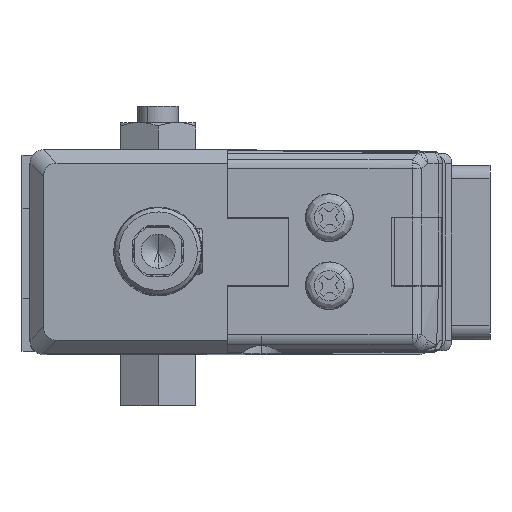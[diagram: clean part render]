
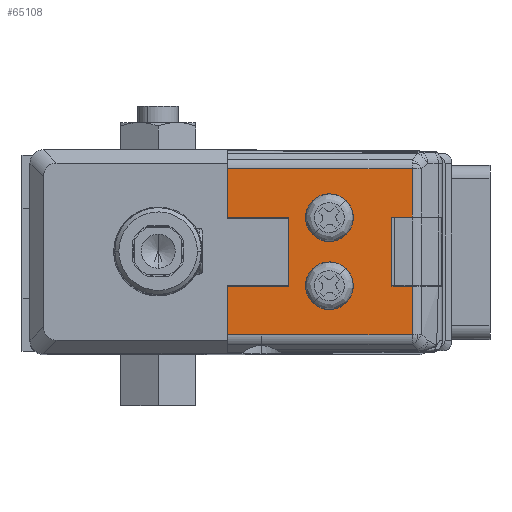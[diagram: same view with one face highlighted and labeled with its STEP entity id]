
A CAD part, top view. The second image highlights one B-rep face of the part: STEP entity #65108.
In plain terms, the highlighted planar face has unit normal (0, 0, 1).
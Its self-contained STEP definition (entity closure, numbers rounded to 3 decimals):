
#145 = LINE ( 'NONE', #34222, #51495 ) ;
#804 = ORIENTED_EDGE ( 'NONE', *, *, #23426, .T. ) ;
#1016 = EDGE_CURVE ( 'NONE', #36798, #47687, #46444, .T. ) ;
#1354 = CARTESIAN_POINT ( 'NONE',  ( 0., -2.5, 22. ) ) ;
#2010 = EDGE_CURVE ( 'NONE', #11823, #53794, #41474, .T. ) ;
#2187 = CARTESIAN_POINT ( 'NONE',  ( 0., 2.5, 22. ) ) ;
#2562 = DIRECTION ( 'NONE',  ( 0., 0., -1. ) ) ;
#2954 = VECTOR ( 'NONE', #8084, 1000. ) ;
#3141 = VERTEX_POINT ( 'NONE', #49447 ) ;
#3359 = DIRECTION ( 'NONE',  ( 0., 0., -1. ) ) ;
#4540 = ORIENTED_EDGE ( 'NONE', *, *, #2010, .T. ) ;
#5620 = DIRECTION ( 'NONE',  ( 0., -1., 0. ) ) ;
#5760 = VECTOR ( 'NONE', #56913, 1000. ) ;
#6127 = CARTESIAN_POINT ( 'NONE',  ( -7.5, -6.086, 22. ) ) ;
#6438 = CARTESIAN_POINT ( 'NONE',  ( -7.5, -7.5, 22. ) ) ;
#6840 = VECTOR ( 'NONE', #21636, 1000. ) ;
#7409 = EDGE_CURVE ( 'NONE', #39895, #40855, #51248, .T. ) ;
#7926 = VECTOR ( 'NONE', #5620, 1000. ) ;
#8084 = DIRECTION ( 'NONE',  ( 0., 1., 0. ) ) ;
#8625 = LINE ( 'NONE', #46431, #45599 ) ;
#8760 = EDGE_CURVE ( 'NONE', #3141, #21080, #21285, .T. ) ;
#8952 = EDGE_CURVE ( 'NONE', #21080, #13747, #48625, .T. ) ;
#9009 = CIRCLE ( 'NONE', #38126, 1.75 ) ;
#10158 = FACE_BOUND ( 'NONE', #32570, .T. ) ;
#10324 = ORIENTED_EDGE ( 'NONE', *, *, #39056, .T. ) ;
#11390 = EDGE_CURVE ( 'NONE', #28322, #60770, #9009, .T. ) ;
#11823 = VERTEX_POINT ( 'NONE', #53215 ) ;
#12499 = FACE_BOUND ( 'NONE', #17828, .T. ) ;
#12771 = CARTESIAN_POINT ( 'NONE',  ( 1.75, 2.5, 22. ) ) ;
#13747 = VERTEX_POINT ( 'NONE', #30460 ) ;
#13955 = ORIENTED_EDGE ( 'NONE', *, *, #61667, .T. ) ;
#14264 = AXIS2_PLACEMENT_3D ( 'NONE', #1354, #27096, #57820 ) ;
#14464 = CARTESIAN_POINT ( 'NONE',  ( -1.75, 2.5, 22. ) ) ;
#15011 = VECTOR ( 'NONE', #37894, 1000. ) ;
#17076 = CARTESIAN_POINT ( 'NONE',  ( 0., -2.5, 22. ) ) ;
#17212 = CARTESIAN_POINT ( 'NONE',  ( -7.5, 2.525, 22. ) ) ;
#17828 = EDGE_LOOP ( 'NONE', ( #804, #4540 ) ) ;
#18044 = CARTESIAN_POINT ( 'NONE',  ( -7.5, 6.086, 22. ) ) ;
#18184 = FACE_OUTER_BOUND ( 'NONE', #53669, .T. ) ;
#18274 = VECTOR ( 'NONE', #65246, 1000. ) ;
#18950 = ORIENTED_EDGE ( 'NONE', *, *, #28706, .T. ) ;
#19224 = CARTESIAN_POINT ( 'NONE',  ( 6.086, 6.086, 22. ) ) ;
#19706 = ORIENTED_EDGE ( 'NONE', *, *, #11390, .T. ) ;
#21080 = VERTEX_POINT ( 'NONE', #19224 ) ;
#21285 = LINE ( 'NONE', #53583, #2954 ) ;
#21579 = CARTESIAN_POINT ( 'NONE',  ( 4.6, -7.5, 22. ) ) ;
#21636 = DIRECTION ( 'NONE',  ( 0., -1., 0. ) ) ;
#22260 = PLANE ( 'NONE',  #50629 ) ;
#22716 = CARTESIAN_POINT ( 'NONE',  ( -7.5, -7.5, 22. ) ) ;
#22777 = DIRECTION ( 'NONE',  ( 0., 0., -1. ) ) ;
#23168 = VERTEX_POINT ( 'NONE', #63793 ) ;
#23176 = DIRECTION ( 'NONE',  ( 1., 0., 0. ) ) ;
#23426 = EDGE_CURVE ( 'NONE', #53794, #11823, #23605, .T. ) ;
#23605 = CIRCLE ( 'NONE', #14264, 1.75 ) ;
#23884 = DIRECTION ( 'NONE',  ( -1., 0., 0. ) ) ;
#24031 = VERTEX_POINT ( 'NONE', #36877 ) ;
#24619 = DIRECTION ( 'NONE',  ( 1., 0., 0. ) ) ;
#25409 = EDGE_CURVE ( 'NONE', #24031, #34344, #145, .T. ) ;
#25853 = ORIENTED_EDGE ( 'NONE', *, *, #44914, .T. ) ;
#26961 = CIRCLE ( 'NONE', #31656, 1.75 ) ;
#27096 = DIRECTION ( 'NONE',  ( 0., 0., -1. ) ) ;
#28181 = CARTESIAN_POINT ( 'NONE',  ( 6.086, -2.55, 22. ) ) ;
#28322 = VERTEX_POINT ( 'NONE', #12771 ) ;
#28607 = DIRECTION ( 'NONE',  ( 1., 0., 0. ) ) ;
#28662 = LINE ( 'NONE', #17212, #15011 ) ;
#28706 = EDGE_CURVE ( 'NONE', #40855, #24031, #8625, .T. ) ;
#28755 = VECTOR ( 'NONE', #33413, 1000. ) ;
#30080 = CARTESIAN_POINT ( 'NONE',  ( -7.5, -2.525, 22. ) ) ;
#30460 = CARTESIAN_POINT ( 'NONE',  ( -7.5, 6.086, 22. ) ) ;
#30778 = CARTESIAN_POINT ( 'NONE',  ( 4.6, -2.55, 22. ) ) ;
#30936 = ORIENTED_EDGE ( 'NONE', *, *, #45053, .T. ) ;
#31125 = ORIENTED_EDGE ( 'NONE', *, *, #55038, .T. ) ;
#31604 = CARTESIAN_POINT ( 'NONE',  ( -2.975, -7.5, 22. ) ) ;
#31656 = AXIS2_PLACEMENT_3D ( 'NONE', #55348, #3359, #24619 ) ;
#31918 = ORIENTED_EDGE ( 'NONE', *, *, #25409, .T. ) ;
#32060 = EDGE_CURVE ( 'NONE', #34344, #36798, #59242, .T. ) ;
#32429 = ORIENTED_EDGE ( 'NONE', *, *, #7409, .T. ) ;
#32570 = EDGE_LOOP ( 'NONE', ( #19706, #30936 ) ) ;
#33413 = DIRECTION ( 'NONE',  ( -1., 0., 0. ) ) ;
#33633 = CARTESIAN_POINT ( 'NONE',  ( 4.8, -2.55, 22. ) ) ;
#34222 = CARTESIAN_POINT ( 'NONE',  ( 6.086, -7.5, 22. ) ) ;
#34344 = VERTEX_POINT ( 'NONE', #28181 ) ;
#34548 = VERTEX_POINT ( 'NONE', #45461 ) ;
#36798 = VERTEX_POINT ( 'NONE', #30778 ) ;
#36877 = CARTESIAN_POINT ( 'NONE',  ( 6.086, -6.086, 22. ) ) ;
#37793 = CARTESIAN_POINT ( 'NONE',  ( 9., 2.55, 22. ) ) ;
#37894 = DIRECTION ( 'NONE',  ( 1., 0., 0. ) ) ;
#38126 = AXIS2_PLACEMENT_3D ( 'NONE', #2187, #22777, #28607 ) ;
#38461 = EDGE_CURVE ( 'NONE', #34548, #39895, #56670, .T. ) ;
#38948 = LINE ( 'NONE', #37793, #50198 ) ;
#39056 = EDGE_CURVE ( 'NONE', #13747, #59580, #42933, .T. ) ;
#39698 = CARTESIAN_POINT ( 'NONE',  ( -7.5, 2.525, 22. ) ) ;
#39850 = ORIENTED_EDGE ( 'NONE', *, *, #1016, .T. ) ;
#39895 = VERTEX_POINT ( 'NONE', #57499 ) ;
#40855 = VERTEX_POINT ( 'NONE', #6127 ) ;
#41472 = ORIENTED_EDGE ( 'NONE', *, *, #32060, .T. ) ;
#41474 = CIRCLE ( 'NONE', #54934, 1.75 ) ;
#42933 = LINE ( 'NONE', #6438, #6840 ) ;
#44914 = EDGE_CURVE ( 'NONE', #59580, #23168, #28662, .T. ) ;
#45053 = EDGE_CURVE ( 'NONE', #60770, #28322, #26961, .T. ) ;
#45461 = CARTESIAN_POINT ( 'NONE',  ( -2.975, -2.525, 22. ) ) ;
#45599 = VECTOR ( 'NONE', #56723, 1000. ) ;
#46431 = CARTESIAN_POINT ( 'NONE',  ( -7.5, -6.086, 22. ) ) ;
#46444 = LINE ( 'NONE', #21579, #18274 ) ;
#47687 = VERTEX_POINT ( 'NONE', #66501 ) ;
#48085 = DIRECTION ( 'NONE',  ( 1., 0., 0. ) ) ;
#48319 = DIRECTION ( 'NONE',  ( 0., 0., 1. ) ) ;
#48625 = LINE ( 'NONE', #18044, #51827 ) ;
#48720 = ORIENTED_EDGE ( 'NONE', *, *, #8760, .T. ) ;
#49043 = LINE ( 'NONE', #31604, #5760 ) ;
#49447 = CARTESIAN_POINT ( 'NONE',  ( 6.086, 2.55, 22. ) ) ;
#50198 = VECTOR ( 'NONE', #23176, 1000. ) ;
#50629 = AXIS2_PLACEMENT_3D ( 'NONE', #22716, #48319, #48085 ) ;
#51248 = LINE ( 'NONE', #61858, #7926 ) ;
#51495 = VECTOR ( 'NONE', #54377, 1000. ) ;
#51827 = VECTOR ( 'NONE', #23884, 1000. ) ;
#53215 = CARTESIAN_POINT ( 'NONE',  ( -1.75, -2.5, 22. ) ) ;
#53583 = CARTESIAN_POINT ( 'NONE',  ( 6.086, -7.5, 22. ) ) ;
#53669 = EDGE_LOOP ( 'NONE', ( #31918, #41472, #39850, #31125, #48720, #60937, #10324, #25853, #13955, #55082, #32429, #18950 ) ) ;
#53794 = VERTEX_POINT ( 'NONE', #61068 ) ;
#54377 = DIRECTION ( 'NONE',  ( 0., 1., 0. ) ) ;
#54934 = AXIS2_PLACEMENT_3D ( 'NONE', #17076, #2562, #59023 ) ;
#55038 = EDGE_CURVE ( 'NONE', #47687, #3141, #38948, .T. ) ;
#55082 = ORIENTED_EDGE ( 'NONE', *, *, #38461, .T. ) ;
#55348 = CARTESIAN_POINT ( 'NONE',  ( 0., 2.5, 22. ) ) ;
#56670 = LINE ( 'NONE', #30080, #63045 ) ;
#56723 = DIRECTION ( 'NONE',  ( 1., 0., 0. ) ) ;
#56913 = DIRECTION ( 'NONE',  ( 0., -1., 0. ) ) ;
#57499 = CARTESIAN_POINT ( 'NONE',  ( -7.5, -2.525, 22. ) ) ;
#57820 = DIRECTION ( 'NONE',  ( 1., 0., 0. ) ) ;
#59023 = DIRECTION ( 'NONE',  ( 1., 0., 0. ) ) ;
#59242 = LINE ( 'NONE', #33633, #28755 ) ;
#59580 = VERTEX_POINT ( 'NONE', #39698 ) ;
#60770 = VERTEX_POINT ( 'NONE', #14464 ) ;
#60937 = ORIENTED_EDGE ( 'NONE', *, *, #8952, .T. ) ;
#61068 = CARTESIAN_POINT ( 'NONE',  ( 1.75, -2.5, 22. ) ) ;
#61189 = DIRECTION ( 'NONE',  ( -1., 0., 0. ) ) ;
#61667 = EDGE_CURVE ( 'NONE', #23168, #34548, #49043, .T. ) ;
#61858 = CARTESIAN_POINT ( 'NONE',  ( -7.5, -7.5, 22. ) ) ;
#63045 = VECTOR ( 'NONE', #61189, 1000. ) ;
#63793 = CARTESIAN_POINT ( 'NONE',  ( -2.975, 2.525, 22. ) ) ;
#65108 = ADVANCED_FACE ( 'NONE', ( #12499, #10158, #18184 ), #22260, .T. ) ;
#65246 = DIRECTION ( 'NONE',  ( 0., 1., 0. ) ) ;
#66501 = CARTESIAN_POINT ( 'NONE',  ( 4.6, 2.55, 22. ) ) ;
